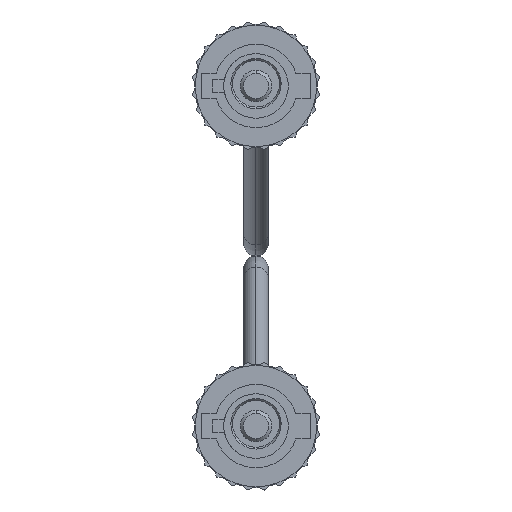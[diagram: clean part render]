
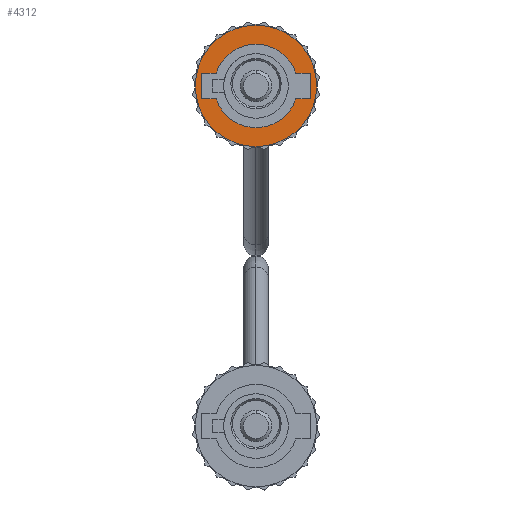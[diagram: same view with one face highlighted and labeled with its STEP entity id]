
A CAD part, left-side view. The second image highlights one B-rep face of the part: STEP entity #4312.
In plain terms, the highlighted face is planar.
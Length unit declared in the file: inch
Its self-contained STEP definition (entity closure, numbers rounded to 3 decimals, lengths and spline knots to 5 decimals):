
#10 = CIRCLE ( 'NONE', #3456, 0.1325 ) ;
#65 = CARTESIAN_POINT ( 'NONE',  ( -0.126, 0.45, -0.041 ) ) ;
#668 = CIRCLE ( 'NONE', #7369, 0.1925 ) ;
#791 = DIRECTION ( 'NONE',  ( 0., 1., 0. ) ) ;
#1096 = CIRCLE ( 'NONE', #11822, 0.1325 ) ;
#1189 = CARTESIAN_POINT ( 'NONE',  ( -0.1725, 0.45, -0.041 ) ) ;
#1513 = VECTOR ( 'NONE', #6203, 39.37008 ) ;
#1543 = DIRECTION ( 'NONE',  ( 0., 0., -1. ) ) ;
#1549 = VERTEX_POINT ( 'NONE', #65 ) ;
#1826 = EDGE_CURVE ( 'NONE', #10213, #1935, #10, .T. ) ;
#1935 = VERTEX_POINT ( 'NONE', #11502 ) ;
#2024 = CARTESIAN_POINT ( 'NONE',  ( 0.1725, 0.45, 0.041 ) ) ;
#2028 = CARTESIAN_POINT ( 'NONE',  ( 0., 0.45, 0. ) ) ;
#2331 = CARTESIAN_POINT ( 'NONE',  ( -0.126, 0.45, -0.041 ) ) ;
#2482 = VERTEX_POINT ( 'NONE', #11678 ) ;
#2896 = CARTESIAN_POINT ( 'NONE',  ( -0.126, 0.45, 0.041 ) ) ;
#2898 = DIRECTION ( 'NONE',  ( 0., 1., 0. ) ) ;
#2902 = EDGE_CURVE ( 'NONE', #9805, #1549, #10793, .T. ) ;
#3240 = AXIS2_PLACEMENT_3D ( 'NONE', #11520, #791, #10400 ) ;
#3259 = VERTEX_POINT ( 'NONE', #10370 ) ;
#3456 = AXIS2_PLACEMENT_3D ( 'NONE', #8657, #2898, #6909 ) ;
#3581 = CARTESIAN_POINT ( 'NONE',  ( -0.1725, 0.45, 0.041 ) ) ;
#3838 = VERTEX_POINT ( 'NONE', #11620 ) ;
#3980 = FACE_OUTER_BOUND ( 'NONE', #8009, .T. ) ;
#4112 = DIRECTION ( 'NONE',  ( 0., 1., 0. ) ) ;
#4249 = EDGE_LOOP ( 'NONE', ( #8642, #11603, #10473, #4350, #4375, #9880, #6325, #6359, #8971 ) ) ;
#4312 = ADVANCED_FACE ( 'NONE', ( #9765, #3980 ), #5897, .T. ) ;
#4350 = ORIENTED_EDGE ( 'NONE', *, *, #1826, .F. ) ;
#4375 = ORIENTED_EDGE ( 'NONE', *, *, #12053, .F. ) ;
#4818 = DIRECTION ( 'NONE',  ( 0., 0., 1. ) ) ;
#4948 = DIRECTION ( 'NONE',  ( 0., 0., 1. ) ) ;
#4957 = ORIENTED_EDGE ( 'NONE', *, *, #6808, .T. ) ;
#5120 = DIRECTION ( 'NONE',  ( 0., 0., 1. ) ) ;
#5144 = AXIS2_PLACEMENT_3D ( 'NONE', #6991, #7057, #4818 ) ;
#5433 = VECTOR ( 'NONE', #5120, 39.37008 ) ;
#5585 = CARTESIAN_POINT ( 'NONE',  ( -0.1725, 0.45, -0.041 ) ) ;
#5897 = PLANE ( 'NONE',  #5144 ) ;
#6069 = EDGE_CURVE ( 'NONE', #11112, #3838, #6926, .T. ) ;
#6124 = AXIS2_PLACEMENT_3D ( 'NONE', #2028, #9761, #4948 ) ;
#6186 = ORIENTED_EDGE ( 'NONE', *, *, #12479, .T. ) ;
#6203 = DIRECTION ( 'NONE',  ( -1., 0., 0. ) ) ;
#6267 = VECTOR ( 'NONE', #8468, 39.37008 ) ;
#6325 = ORIENTED_EDGE ( 'NONE', *, *, #7348, .F. ) ;
#6359 = ORIENTED_EDGE ( 'NONE', *, *, #2902, .F. ) ;
#6367 = LINE ( 'NONE', #6614, #11298 ) ;
#6520 = DIRECTION ( 'NONE',  ( -1., 0., 0. ) ) ;
#6614 = CARTESIAN_POINT ( 'NONE',  ( 0.1725, 0.45, -0.041 ) ) ;
#6725 = VECTOR ( 'NONE', #10786, 39.37008 ) ;
#6808 = EDGE_CURVE ( 'NONE', #2482, #9208, #668, .T. ) ;
#6909 = DIRECTION ( 'NONE',  ( 0., 0., 1. ) ) ;
#6926 = LINE ( 'NONE', #2024, #6725 ) ;
#6960 = EDGE_CURVE ( 'NONE', #1935, #11112, #1096, .T. ) ;
#6991 = CARTESIAN_POINT ( 'NONE',  ( 0., 0.45, 0. ) ) ;
#7057 = DIRECTION ( 'NONE',  ( 0., 1., 0. ) ) ;
#7099 = VECTOR ( 'NONE', #6520, 39.37008 ) ;
#7348 = EDGE_CURVE ( 'NONE', #1549, #9725, #9341, .T. ) ;
#7369 = AXIS2_PLACEMENT_3D ( 'NONE', #7741, #11621, #9776 ) ;
#7455 = LINE ( 'NONE', #8470, #7099 ) ;
#7741 = CARTESIAN_POINT ( 'NONE',  ( 0., 0.45, 0. ) ) ;
#8009 = EDGE_LOOP ( 'NONE', ( #4957, #6186 ) ) ;
#8113 = CARTESIAN_POINT ( 'NONE',  ( 0., 0.45, 0.1925 ) ) ;
#8468 = DIRECTION ( 'NONE',  ( 1., 0., 0. ) ) ;
#8470 = CARTESIAN_POINT ( 'NONE',  ( 0.1725, 0.45, -0.041 ) ) ;
#8642 = ORIENTED_EDGE ( 'NONE', *, *, #9780, .F. ) ;
#8657 = CARTESIAN_POINT ( 'NONE',  ( 0., 0.45, 0. ) ) ;
#8844 = LINE ( 'NONE', #1189, #5433 ) ;
#8971 = ORIENTED_EDGE ( 'NONE', *, *, #12463, .F. ) ;
#9208 = VERTEX_POINT ( 'NONE', #8113 ) ;
#9341 = LINE ( 'NONE', #2331, #1513 ) ;
#9725 = VERTEX_POINT ( 'NONE', #5585 ) ;
#9761 = DIRECTION ( 'NONE',  ( 0., 1., 0. ) ) ;
#9765 = FACE_BOUND ( 'NONE', #4249, .T. ) ;
#9776 = DIRECTION ( 'NONE',  ( 0., 0., 1. ) ) ;
#9780 = EDGE_CURVE ( 'NONE', #3838, #3259, #6367, .T. ) ;
#9805 = VERTEX_POINT ( 'NONE', #10743 ) ;
#9880 = ORIENTED_EDGE ( 'NONE', *, *, #11929, .F. ) ;
#10177 = DIRECTION ( 'NONE',  ( 0., 0., 1. ) ) ;
#10213 = VERTEX_POINT ( 'NONE', #11286 ) ;
#10370 = CARTESIAN_POINT ( 'NONE',  ( 0.1725, 0.45, -0.041 ) ) ;
#10394 = CARTESIAN_POINT ( 'NONE',  ( 0.126, 0.45, 0.041 ) ) ;
#10400 = DIRECTION ( 'NONE',  ( 0., 0., 1. ) ) ;
#10473 = ORIENTED_EDGE ( 'NONE', *, *, #6960, .F. ) ;
#10743 = CARTESIAN_POINT ( 'NONE',  ( 0.126, 0.45, -0.041 ) ) ;
#10786 = DIRECTION ( 'NONE',  ( 1., 0., 0. ) ) ;
#10793 = CIRCLE ( 'NONE', #6124, 0.1325 ) ;
#11112 = VERTEX_POINT ( 'NONE', #10394 ) ;
#11127 = CARTESIAN_POINT ( 'NONE',  ( 0., 0.45, 0. ) ) ;
#11286 = CARTESIAN_POINT ( 'NONE',  ( -0.126, 0.45, 0.041 ) ) ;
#11298 = VECTOR ( 'NONE', #1543, 39.37008 ) ;
#11338 = CIRCLE ( 'NONE', #3240, 0.1925 ) ;
#11502 = CARTESIAN_POINT ( 'NONE',  ( 0., 0.45, 0.1325 ) ) ;
#11520 = CARTESIAN_POINT ( 'NONE',  ( 0., 0.45, 0. ) ) ;
#11581 = LINE ( 'NONE', #2896, #6267 ) ;
#11603 = ORIENTED_EDGE ( 'NONE', *, *, #6069, .F. ) ;
#11620 = CARTESIAN_POINT ( 'NONE',  ( 0.1725, 0.45, 0.041 ) ) ;
#11621 = DIRECTION ( 'NONE',  ( 0., 1., 0. ) ) ;
#11678 = CARTESIAN_POINT ( 'NONE',  ( 0., 0.45, -0.1925 ) ) ;
#11822 = AXIS2_PLACEMENT_3D ( 'NONE', #11127, #4112, #10177 ) ;
#11929 = EDGE_CURVE ( 'NONE', #9725, #12544, #8844, .T. ) ;
#12053 = EDGE_CURVE ( 'NONE', #12544, #10213, #11581, .T. ) ;
#12463 = EDGE_CURVE ( 'NONE', #3259, #9805, #7455, .T. ) ;
#12479 = EDGE_CURVE ( 'NONE', #9208, #2482, #11338, .T. ) ;
#12544 = VERTEX_POINT ( 'NONE', #3581 ) ;
